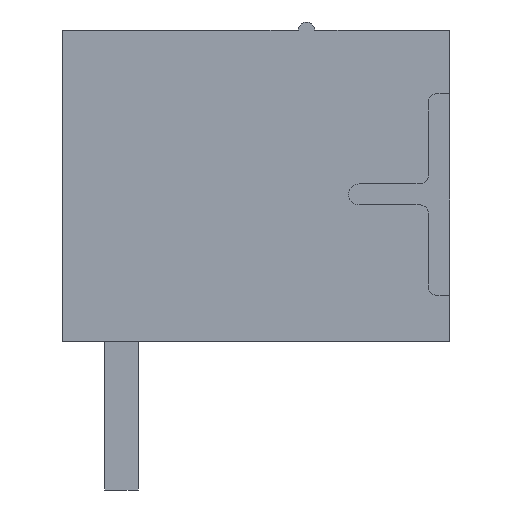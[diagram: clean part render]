
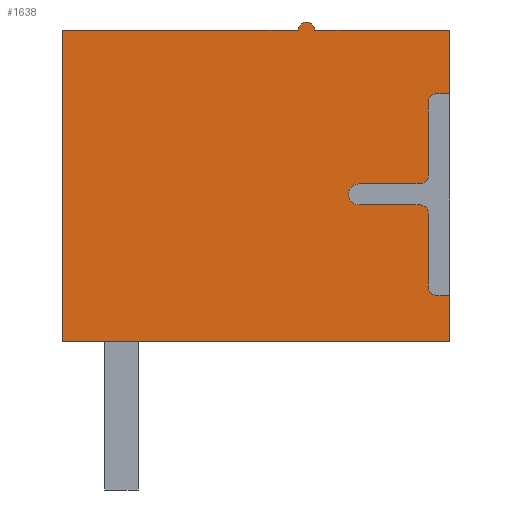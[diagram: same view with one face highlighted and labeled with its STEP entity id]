
A CAD part, left-side view. The second image highlights one B-rep face of the part: STEP entity #1638.
In plain terms, the highlighted planar face has unit normal (-1, 0, 0).
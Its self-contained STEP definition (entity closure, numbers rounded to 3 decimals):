
#1367=CARTESIAN_POINT('',(-8.115,-7.8,0.0));
#1368=VERTEX_POINT('',#1367);
#1377=CARTESIAN_POINT('',(-8.115,1.4,0.0));
#1378=VERTEX_POINT('',#1377);
#1379=CARTESIAN_POINT('',(-8.115,1.4,0.0));
#1380=DIRECTION('',(0.0,-1.0,0.0));
#1381=VECTOR('',#1380,9.2);
#1382=LINE('',#1379,#1381);
#1383=EDGE_CURVE('',#1378,#1368,#1382,.T.);
#1455=CARTESIAN_POINT('',(-8.115,-7.8,7.4));
#1456=VERTEX_POINT('',#1455);
#1463=CARTESIAN_POINT('',(-8.115,-7.8,5.9));
#1464=VERTEX_POINT('',#1463);
#1465=CARTESIAN_POINT('',(-8.115,-7.8,5.9));
#1466=DIRECTION('',(0.0,0.0,1.0));
#1467=VECTOR('',#1466,1.5);
#1468=LINE('',#1465,#1467);
#1469=EDGE_CURVE('',#1464,#1456,#1468,.T.);
#1487=CARTESIAN_POINT('',(-8.115,-7.8,1.1));
#1488=VERTEX_POINT('',#1487);
#1495=CARTESIAN_POINT('',(-8.115,-7.8,0.0));
#1496=DIRECTION('',(0.0,0.0,1.0));
#1497=VECTOR('',#1496,1.1);
#1498=LINE('',#1495,#1497);
#1499=EDGE_CURVE('',#1368,#1488,#1498,.T.);
#1506=CARTESIAN_POINT('',(-8.115,1.86,-0.38));
#1507=DIRECTION('',(-1.0,0.0,0.0));
#1508=DIRECTION('',(0.0,0.0,-1.0));
#1509=AXIS2_PLACEMENT_3D('',#1506,#1507,#1508);
#1510=PLANE('',#1509);
#1511=CARTESIAN_POINT('',(-8.115,1.4,7.4));
#1512=VERTEX_POINT('',#1511);
#1513=CARTESIAN_POINT('',(-8.115,1.4,0.0));
#1514=DIRECTION('',(0.0,0.0,1.0));
#1515=VECTOR('',#1514,7.4);
#1516=LINE('',#1513,#1515);
#1517=EDGE_CURVE('',#1378,#1512,#1516,.T.);
#1518=ORIENTED_EDGE('',*,*,#1517,.F.);
#1519=ORIENTED_EDGE('',*,*,#1383,.T.);
#1520=ORIENTED_EDGE('',*,*,#1499,.T.);
#1521=CARTESIAN_POINT('',(-8.115,-7.5,1.1));
#1522=VERTEX_POINT('',#1521);
#1523=CARTESIAN_POINT('',(-8.115,-7.8,1.1));
#1524=DIRECTION('',(0.0,1.0,0.0));
#1525=VECTOR('',#1524,0.3);
#1526=LINE('',#1523,#1525);
#1527=EDGE_CURVE('',#1488,#1522,#1526,.T.);
#1528=ORIENTED_EDGE('',*,*,#1527,.T.);
#1529=CARTESIAN_POINT('',(-8.115,-7.3,1.3));
#1530=VERTEX_POINT('',#1529);
#1531=CARTESIAN_POINT('',(-8.115,-7.5,1.3));
#1532=DIRECTION('',(-1.0,0.0,0.0));
#1533=DIRECTION('',(0.0,1.0,0.0));
#1534=AXIS2_PLACEMENT_3D('',#1531,#1532,#1533);
#1535=CIRCLE('',#1534,0.2);
#1536=EDGE_CURVE('',#1530,#1522,#1535,.T.);
#1537=ORIENTED_EDGE('',*,*,#1536,.F.);
#1538=CARTESIAN_POINT('',(-8.115,-7.3,3.05));
#1539=VERTEX_POINT('',#1538);
#1540=CARTESIAN_POINT('',(-8.115,-7.3,3.05));
#1541=DIRECTION('',(0.0,0.0,-1.0));
#1542=VECTOR('',#1541,1.75);
#1543=LINE('',#1540,#1542);
#1544=EDGE_CURVE('',#1539,#1530,#1543,.T.);
#1545=ORIENTED_EDGE('',*,*,#1544,.F.);
#1546=CARTESIAN_POINT('',(-8.115,-7.1,3.25));
#1547=VERTEX_POINT('',#1546);
#1548=CARTESIAN_POINT('',(-8.115,-7.1,3.05));
#1549=DIRECTION('',(-1.0,0.0,0.0));
#1550=DIRECTION('',(0.0,-1.0,0.0));
#1551=AXIS2_PLACEMENT_3D('',#1548,#1549,#1550);
#1552=CIRCLE('',#1551,0.2);
#1553=EDGE_CURVE('',#1539,#1547,#1552,.T.);
#1554=ORIENTED_EDGE('',*,*,#1553,.T.);
#1555=CARTESIAN_POINT('',(-8.115,-5.65,3.25));
#1556=VERTEX_POINT('',#1555);
#1557=CARTESIAN_POINT('',(-8.115,-5.65,3.25));
#1558=DIRECTION('',(0.0,-1.0,0.0));
#1559=VECTOR('',#1558,1.45);
#1560=LINE('',#1557,#1559);
#1561=EDGE_CURVE('',#1556,#1547,#1560,.T.);
#1562=ORIENTED_EDGE('',*,*,#1561,.F.);
#1563=CARTESIAN_POINT('',(-8.115,-5.65,3.75));
#1564=VERTEX_POINT('',#1563);
#1565=CARTESIAN_POINT('',(-8.115,-5.65,3.5));
#1566=DIRECTION('',(-1.0,0.0,0.0));
#1567=DIRECTION('',(0.0,0.0,1.0));
#1568=AXIS2_PLACEMENT_3D('',#1565,#1566,#1567);
#1569=CIRCLE('',#1568,0.25);
#1570=EDGE_CURVE('',#1564,#1556,#1569,.T.);
#1571=ORIENTED_EDGE('',*,*,#1570,.F.);
#1572=CARTESIAN_POINT('',(-8.115,-7.1,3.75));
#1573=VERTEX_POINT('',#1572);
#1574=CARTESIAN_POINT('',(-8.115,-7.1,3.75));
#1575=DIRECTION('',(0.0,1.0,0.0));
#1576=VECTOR('',#1575,1.45);
#1577=LINE('',#1574,#1576);
#1578=EDGE_CURVE('',#1573,#1564,#1577,.T.);
#1579=ORIENTED_EDGE('',*,*,#1578,.F.);
#1580=CARTESIAN_POINT('',(-8.115,-7.3,3.95));
#1581=VERTEX_POINT('',#1580);
#1582=CARTESIAN_POINT('',(-8.115,-7.1,3.95));
#1583=DIRECTION('',(-1.0,0.0,0.0));
#1584=DIRECTION('',(0.0,0.0,-1.0));
#1585=AXIS2_PLACEMENT_3D('',#1582,#1583,#1584);
#1586=CIRCLE('',#1585,0.2);
#1587=EDGE_CURVE('',#1573,#1581,#1586,.T.);
#1588=ORIENTED_EDGE('',*,*,#1587,.T.);
#1589=CARTESIAN_POINT('',(-8.115,-7.3,5.7));
#1590=VERTEX_POINT('',#1589);
#1591=CARTESIAN_POINT('',(-8.115,-7.3,5.7));
#1592=DIRECTION('',(0.0,0.0,-1.0));
#1593=VECTOR('',#1592,1.75);
#1594=LINE('',#1591,#1593);
#1595=EDGE_CURVE('',#1590,#1581,#1594,.T.);
#1596=ORIENTED_EDGE('',*,*,#1595,.F.);
#1597=CARTESIAN_POINT('',(-8.115,-7.5,5.9));
#1598=VERTEX_POINT('',#1597);
#1599=CARTESIAN_POINT('',(-8.115,-7.5,5.7));
#1600=DIRECTION('',(-1.0,0.0,0.0));
#1601=DIRECTION('',(0.0,0.0,1.0));
#1602=AXIS2_PLACEMENT_3D('',#1599,#1600,#1601);
#1603=CIRCLE('',#1602,0.2);
#1604=EDGE_CURVE('',#1598,#1590,#1603,.T.);
#1605=ORIENTED_EDGE('',*,*,#1604,.F.);
#1606=CARTESIAN_POINT('',(-8.115,-7.8,5.9));
#1607=DIRECTION('',(0.0,1.0,0.0));
#1608=VECTOR('',#1607,0.3);
#1609=LINE('',#1606,#1608);
#1610=EDGE_CURVE('',#1464,#1598,#1609,.T.);
#1611=ORIENTED_EDGE('',*,*,#1610,.F.);
#1612=ORIENTED_EDGE('',*,*,#1469,.T.);
#1613=CARTESIAN_POINT('',(-8.115,-4.6,7.4));
#1614=VERTEX_POINT('',#1613);
#1615=CARTESIAN_POINT('',(-8.115,-4.6,7.4));
#1616=DIRECTION('',(0.0,-1.0,0.0));
#1617=VECTOR('',#1616,3.2);
#1618=LINE('',#1615,#1617);
#1619=EDGE_CURVE('',#1614,#1456,#1618,.T.);
#1620=ORIENTED_EDGE('',*,*,#1619,.F.);
#1621=CARTESIAN_POINT('',(-8.115,-4.2,7.4));
#1622=VERTEX_POINT('',#1621);
#1623=CARTESIAN_POINT('',(-8.115,-4.4,7.4));
#1624=DIRECTION('',(-1.0,0.0,0.0));
#1625=DIRECTION('',(0.0,-1.0,0.0));
#1626=AXIS2_PLACEMENT_3D('',#1623,#1624,#1625);
#1627=CIRCLE('',#1626,0.2);
#1628=EDGE_CURVE('',#1614,#1622,#1627,.T.);
#1629=ORIENTED_EDGE('',*,*,#1628,.T.);
#1630=CARTESIAN_POINT('',(-8.115,1.4,7.4));
#1631=DIRECTION('',(0.0,-1.0,0.0));
#1632=VECTOR('',#1631,5.6);
#1633=LINE('',#1630,#1632);
#1634=EDGE_CURVE('',#1512,#1622,#1633,.T.);
#1635=ORIENTED_EDGE('',*,*,#1634,.F.);
#1636=EDGE_LOOP('',(#1518,#1519,#1520,#1528,#1537,#1545,#1554,#1562,#1571,#1579,#1588,#1596,#1605,#1611,#1612,#1620,#1629,#1635));
#1637=FACE_OUTER_BOUND('',#1636,.T.);
#1638=ADVANCED_FACE('',(#1637),#1510,.T.);
